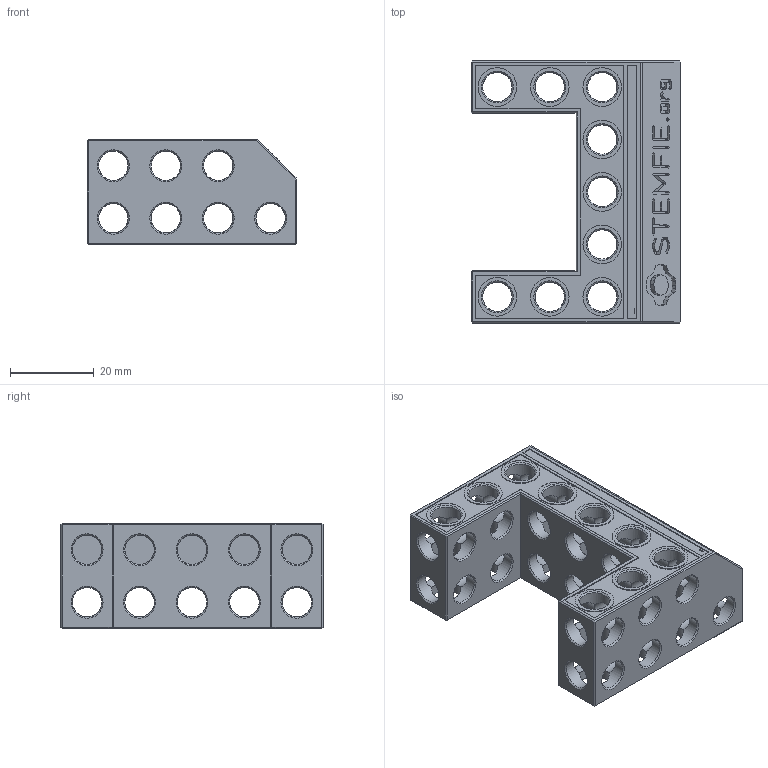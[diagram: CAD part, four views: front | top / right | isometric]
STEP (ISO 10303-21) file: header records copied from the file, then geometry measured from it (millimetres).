
FILE_DESCRIPTION(('FreeCAD Model'),'2;1');
FILE_NAME('Open CASCADE Shape Model','2023-11-12T00:00:37',(''),(''), 'Open CASCADE STEP processor 7.6','FreeCAD','Unknown');
FILE_SCHEMA(('AUTOMOTIVE_DESIGN { 1 0 10303 214 1 1 1 1 }'));
Products named in the file (1): Sign URL SLTD LAY USH BU05x04x02 - SPN-SGN-0030 (stemfie.org)
Bounding box: 50 x 62.5 x 25 mm (x, y, z)
Volume: 29540.3 mm3; surface area: 18404.7 mm2
Topology: 1 solids, 1 shells, 756 faces, 2349 edges, 1555 vertices
Faces by surface type: plane 379, extrusion 204, cylinder 113, cone 60
Full cylindrical faces by diameter (mm): 7 x104, 9.2 x9
Entity records: 65685 total; most frequent: CARTESIAN_POINT 22166, DIRECTION 6951, ORIENTED_EDGE 4698, PCURVE 4698, DEFINITIONAL_REPRESENTATION 4698, VECTOR 4546, LINE 4342, EDGE_CURVE 2349
